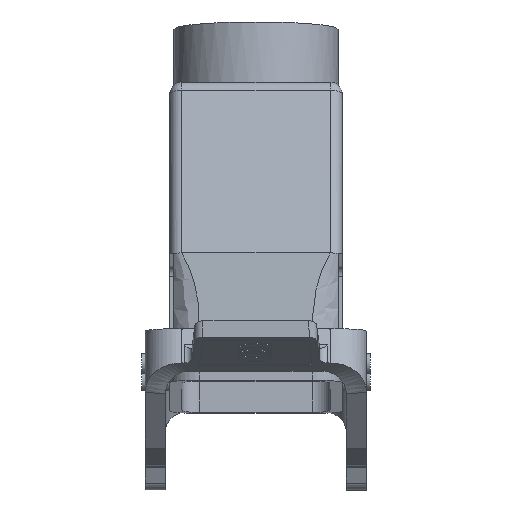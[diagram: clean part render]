
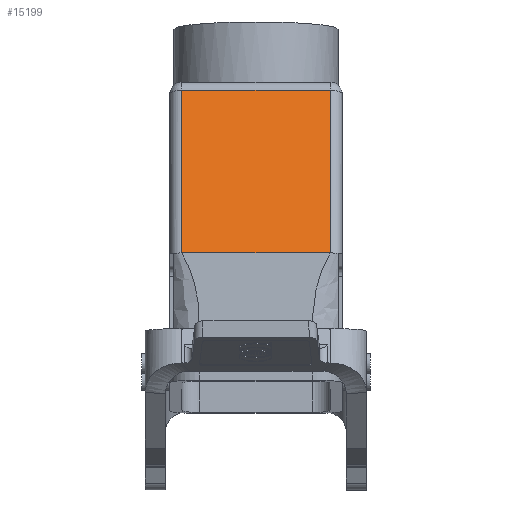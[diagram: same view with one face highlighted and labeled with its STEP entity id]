
A CAD part, left-side view. The second image highlights one B-rep face of the part: STEP entity #15199.
In plain terms, the highlighted face is planar.
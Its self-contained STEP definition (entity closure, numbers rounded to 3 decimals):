
#13414=CARTESIAN_POINT('',(-33.806,64.776,-18.5));
#13415=VERTEX_POINT('',#13414);
#14770=CARTESIAN_POINT('',(-45.0,23.,18.5));
#14771=VERTEX_POINT('',#14770);
#14815=CARTESIAN_POINT('',(-45.0,23.,-18.5));
#14816=VERTEX_POINT('',#14815);
#14817=CARTESIAN_POINT('',(-45.0,23.,-18.5));
#14818=DIRECTION('',(0.0,0.0,1.0));
#14819=VECTOR('',#14818,37.0);
#14820=LINE('',#14817,#14819);
#14821=EDGE_CURVE('',#14816,#14771,#14820,.T.);
#15011=CARTESIAN_POINT('',(-33.806,64.776,18.5));
#15012=VERTEX_POINT('',#15011);
#15020=CARTESIAN_POINT('',(-33.806,64.776,18.5));
#15021=DIRECTION('',(-0.259,-0.966,0.0));
#15022=VECTOR('',#15021,43.25);
#15023=LINE('',#15020,#15022);
#15024=EDGE_CURVE('',#15012,#14771,#15023,.T.);
#15173=CARTESIAN_POINT('',(-33.806,64.776,-18.5));
#15174=DIRECTION('',(0.0,0.0,1.0));
#15175=VECTOR('',#15174,37.0);
#15176=LINE('',#15173,#15175);
#15177=EDGE_CURVE('',#13415,#15012,#15176,.T.);
#15183=CARTESIAN_POINT('',(-46.205,18.503,-20.45));
#15184=DIRECTION('',(0.966,-0.259,0.0));
#15185=DIRECTION('',(0.0,0.0,-1.0));
#15186=AXIS2_PLACEMENT_3D('',#15183,#15184,#15185);
#15187=PLANE('',#15186);
#15188=CARTESIAN_POINT('',(-45.0,23.,-18.5));
#15189=DIRECTION('',(0.259,0.966,0.0));
#15190=VECTOR('',#15189,43.25);
#15191=LINE('',#15188,#15190);
#15192=EDGE_CURVE('',#14816,#13415,#15191,.T.);
#15193=ORIENTED_EDGE('',*,*,#15192,.F.);
#15194=ORIENTED_EDGE('',*,*,#14821,.T.);
#15195=ORIENTED_EDGE('',*,*,#15024,.F.);
#15196=ORIENTED_EDGE('',*,*,#15177,.F.);
#15197=EDGE_LOOP('',(#15193,#15194,#15195,#15196));
#15198=FACE_OUTER_BOUND('',#15197,.T.);
#15199=ADVANCED_FACE('',(#15198),#15187,.F.);
